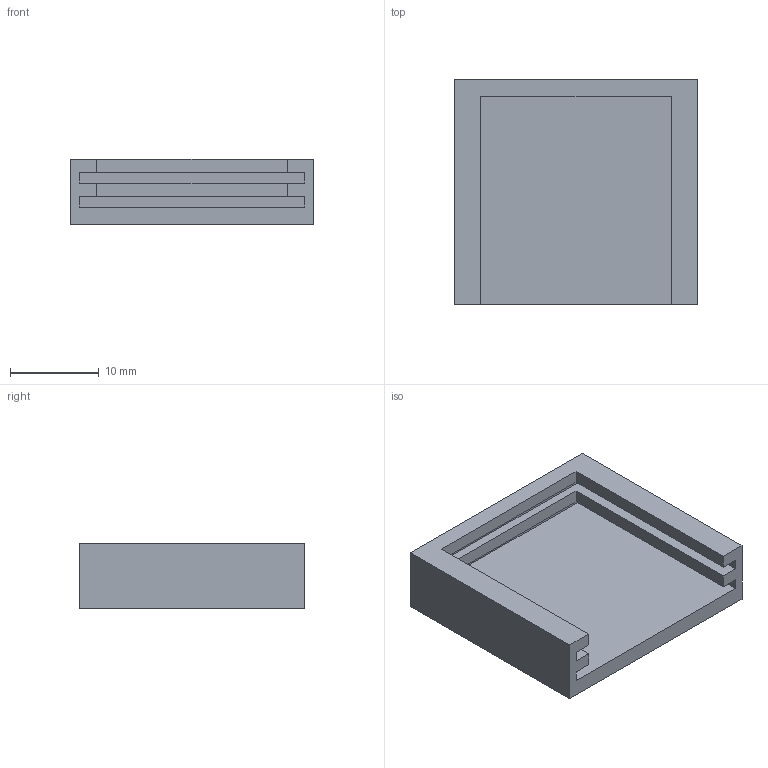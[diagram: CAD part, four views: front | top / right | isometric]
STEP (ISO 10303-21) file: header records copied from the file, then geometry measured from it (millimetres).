
FILE_DESCRIPTION(/* description */ ('STEP AP242','CAx-IF Rec.Pracs.---Representation and Presentation of Product Manufacturing Information (PMI)---4.0---2014-10-13','CAx-IF Rec.Pracs.---3D Tessellated Geometry---0.4---2014-09-14','2;1'),/* implementation_level */ '2;1');
FILE_NAME(/* name */ '67b9dcb30727e86dd2e2769c',/* time_stamp */ '2025-02-22T14:18:28Z',/* author */ (''),/* organization */ (''),/* preprocessor_version */ 'ST-DEVELOPER v20',/* originating_system */ 'ONSHAPE BY PTC INC, 1.194',/* authorisation */ ' ');
FILE_SCHEMA (('AP242_MANAGED_MODEL_BASED_3D_ENGINEERING_MIM_LF { 1 0 10303 442 1 1 4 }'));
Length unit declared in the file: metre
Products named in the file (1): Part 1
Bounding box: 27.4 x 25.4 x 7.4 mm (x, y, z)
Volume: 2160.3 mm3; surface area: 2907.7 mm2
Topology: 1 solids, 1 shells, 24 faces, 66 edges, 44 vertices
Faces by surface type: plane 22, cone 1, cylinder 1
Full cylindrical faces by diameter (mm): 0.5 x1
Entity records: 750 total; most frequent: CARTESIAN_POINT 130, ORIENTED_EDGE 124, DIRECTION 114, EDGE_CURVE 62, LINE 60, VECTOR 60, VERTEX_POINT 43, FACE_BOUND 27
